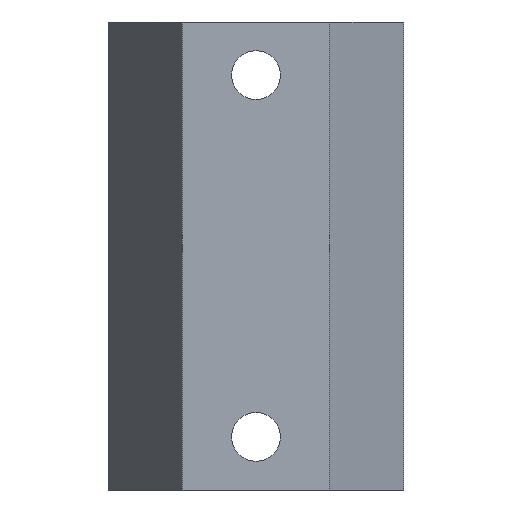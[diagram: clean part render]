
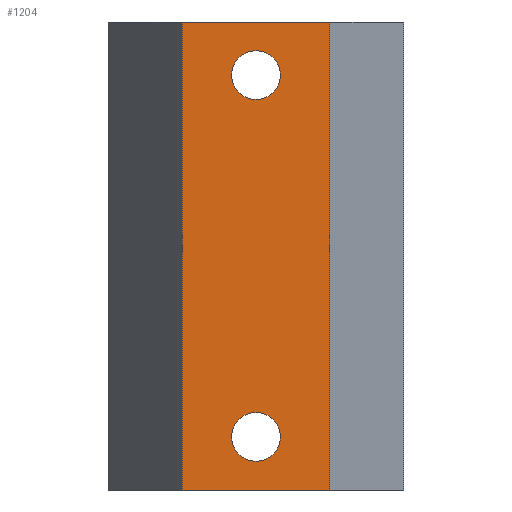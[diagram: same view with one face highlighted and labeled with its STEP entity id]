
A CAD part, front view. The second image highlights one B-rep face of the part: STEP entity #1204.
In plain terms, the highlighted planar face has unit normal (0, -1, 0).
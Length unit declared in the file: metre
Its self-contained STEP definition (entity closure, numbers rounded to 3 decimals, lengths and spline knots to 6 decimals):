
#31=CIRCLE('',#1302,0.0026);
#32=CIRCLE('',#1303,0.0026);
#125=ORIENTED_EDGE('',*,*,#425,.T.);
#126=ORIENTED_EDGE('',*,*,#426,.T.);
#127=ORIENTED_EDGE('',*,*,#427,.T.);
#128=ORIENTED_EDGE('',*,*,#401,.F.);
#129=ORIENTED_EDGE('',*,*,#428,.F.);
#130=ORIENTED_EDGE('',*,*,#403,.T.);
#401=EDGE_CURVE('',#548,#547,#663,.T.);
#403=EDGE_CURVE('',#550,#549,#665,.T.);
#425=EDGE_CURVE('',#565,#565,#31,.T.);
#426=EDGE_CURVE('',#566,#566,#32,.T.);
#427=EDGE_CURVE('',#549,#547,#685,.T.);
#428=EDGE_CURVE('',#550,#548,#686,.T.);
#547=VERTEX_POINT('',#1773);
#548=VERTEX_POINT('',#1775);
#549=VERTEX_POINT('',#1779);
#550=VERTEX_POINT('',#1781);
#565=VERTEX_POINT('',#1825);
#566=VERTEX_POINT('',#1827);
#663=LINE('',#1776,#811);
#665=LINE('',#1780,#813);
#685=LINE('',#1828,#833);
#686=LINE('',#1829,#834);
#811=VECTOR('',#1438,1.);
#813=VECTOR('',#1442,1.);
#833=VECTOR('',#1484,1.);
#834=VECTOR('',#1485,1.);
#945=EDGE_LOOP('',(#125));
#946=EDGE_LOOP('',(#126));
#947=EDGE_LOOP('',(#127,#128,#129,#130));
#1041=FACE_BOUND('',#945,.T.);
#1042=FACE_BOUND('',#946,.T.);
#1043=FACE_BOUND('',#947,.T.);
#1135=PLANE('',#1301);
#1204=ADVANCED_FACE('',(#1041,#1042,#1043),#1135,.F.);
#1301=AXIS2_PLACEMENT_3D('',#1823,#1478,#1479);
#1302=AXIS2_PLACEMENT_3D('',#1824,#1480,#1481);
#1303=AXIS2_PLACEMENT_3D('',#1826,#1482,#1483);
#1438=DIRECTION('',(0.,0.,-1.));
#1442=DIRECTION('',(0.,0.,-1.));
#1478=DIRECTION('',(0.,1.,0.));
#1479=DIRECTION('',(-1.,0.,0.));
#1480=DIRECTION('',(0.,1.,0.));
#1481=DIRECTION('',(-1.,0.,0.));
#1482=DIRECTION('',(0.,1.,0.));
#1483=DIRECTION('',(-1.,0.,0.));
#1484=DIRECTION('',(1.,0.,0.));
#1485=DIRECTION('',(1.,0.,0.));
#1773=CARTESIAN_POINT('',(0.007881,-0.01365,0.));
#1775=CARTESIAN_POINT('',(0.007881,-0.01365,0.05));
#1776=CARTESIAN_POINT('',(0.007881,-0.01365,0.05));
#1779=CARTESIAN_POINT('',(-0.007881,-0.01365,0.));
#1780=CARTESIAN_POINT('',(-0.007881,-0.01365,0.05));
#1781=CARTESIAN_POINT('',(-0.007881,-0.01365,0.05));
#1823=CARTESIAN_POINT('',(0.,-0.01365,0.05));
#1824=CARTESIAN_POINT('',(0.,-0.01365,0.044325));
#1825=CARTESIAN_POINT('',(-0.0026,-0.01365,0.044325));
#1826=CARTESIAN_POINT('',(0.,-0.01365,0.005675));
#1827=CARTESIAN_POINT('',(-0.0026,-0.01365,0.005675));
#1828=CARTESIAN_POINT('',(0.,-0.01365,0.));
#1829=CARTESIAN_POINT('',(0.,-0.01365,0.05));
